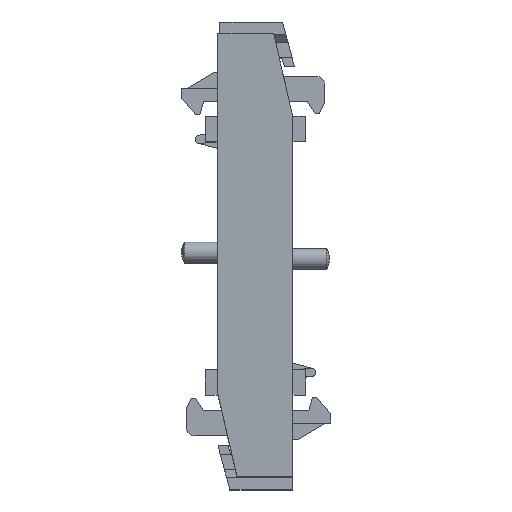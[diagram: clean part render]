
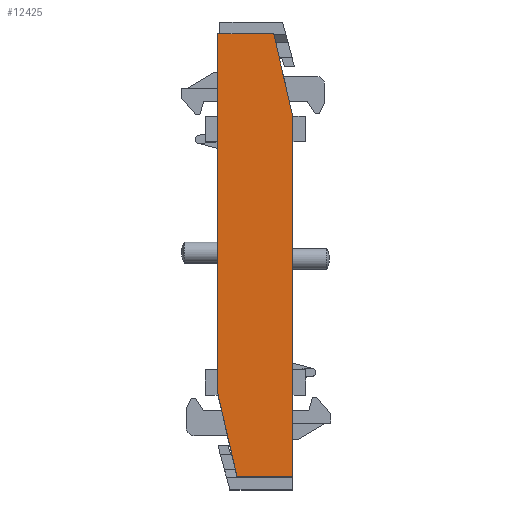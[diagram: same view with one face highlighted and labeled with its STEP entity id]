
A CAD part, top view. The second image highlights one B-rep face of the part: STEP entity #12425.
In plain terms, the highlighted planar face has unit normal (0, 0, 1).
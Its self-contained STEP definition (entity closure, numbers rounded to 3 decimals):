
#2962=DIRECTION('',(1.,0.,0.));
#2963=VECTOR('',#2962,6.691);
#2964=CARTESIAN_POINT('',(0.,53.,68.));
#2965=LINE('',#2964,#2963);
#2966=DIRECTION('',(0.225,-0.974,0.));
#2967=VECTOR('',#2966,10.263);
#2968=CARTESIAN_POINT('',(6.691,53.,68.));
#2969=LINE('',#2968,#2967);
#2970=DIRECTION('',(0.,-1.,0.));
#2971=VECTOR('',#2970,43.);
#2972=CARTESIAN_POINT('',(9.,43.,68.));
#2973=LINE('',#2972,#2971);
#2974=DIRECTION('',(-1.,0.,0.));
#2975=VECTOR('',#2974,6.691);
#2976=CARTESIAN_POINT('',(9.,0.,68.));
#2977=LINE('',#2976,#2975);
#2978=DIRECTION('',(-0.225,0.974,0.));
#2979=VECTOR('',#2978,10.263);
#2980=CARTESIAN_POINT('',(2.309,0.,68.));
#2981=LINE('',#2980,#2979);
#2982=DIRECTION('',(0.,1.,0.));
#2983=VECTOR('',#2982,43.);
#2984=CARTESIAN_POINT('',(0.,10.,68.));
#2985=LINE('',#2984,#2983);
#6557=CARTESIAN_POINT('',(2.309,0.,68.));
#6559=VERTEX_POINT('',#6557);
#6693=CARTESIAN_POINT('',(0.,10.,68.));
#6694=VERTEX_POINT('',#6693);
#7036=CARTESIAN_POINT('',(0.,53.,68.));
#7037=VERTEX_POINT('',#7036);
#7669=CARTESIAN_POINT('',(6.691,53.,68.));
#7671=VERTEX_POINT('',#7669);
#7805=CARTESIAN_POINT('',(9.,43.,68.));
#7806=VERTEX_POINT('',#7805);
#8148=CARTESIAN_POINT('',(9.,0.,68.));
#8149=VERTEX_POINT('',#8148);
#12411=CARTESIAN_POINT('',(0.,26.5,68.));
#12412=DIRECTION('',(0.,0.,1.));
#12413=DIRECTION('',(1.,0.,0.));
#12414=AXIS2_PLACEMENT_3D('',#12411,#12412,#12413);
#12415=PLANE('',#12414);
#12416=ORIENTED_EDGE('',*,*,#12405,.T.);
#12417=ORIENTED_EDGE('',*,*,#9165,.T.);
#12418=ORIENTED_EDGE('',*,*,#9030,.T.);
#12420=ORIENTED_EDGE('',*,*,#12419,.T.);
#12421=ORIENTED_EDGE('',*,*,#10619,.T.);
#12422=ORIENTED_EDGE('',*,*,#10729,.T.);
#12423=EDGE_LOOP('',(#12416,#12417,#12418,#12420,#12421,#12422));
#12424=FACE_OUTER_BOUND('',#12423,.F.);
#9030=EDGE_CURVE('',#7806,#8149,#2973,.T.);
#9165=EDGE_CURVE('',#7671,#7806,#2969,.T.);
#10619=EDGE_CURVE('',#6559,#6694,#2981,.T.);
#10729=EDGE_CURVE('',#6694,#7037,#2985,.T.);
#12405=EDGE_CURVE('',#7037,#7671,#2965,.T.);
#12419=EDGE_CURVE('',#8149,#6559,#2977,.T.);
#12425=ADVANCED_FACE('',(#12424),#12415,.T.);
